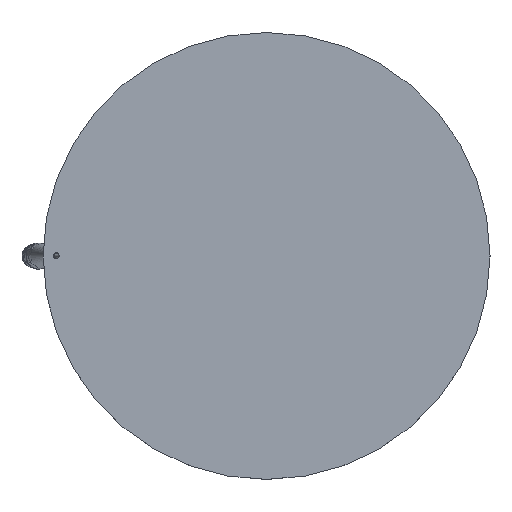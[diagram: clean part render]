
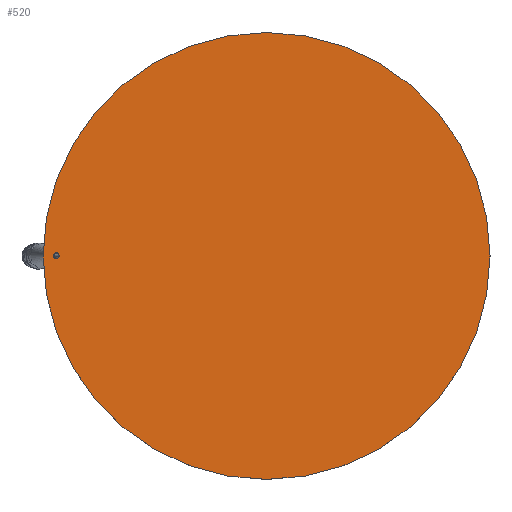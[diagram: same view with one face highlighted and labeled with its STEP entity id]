
A CAD part, top view. The second image highlights one B-rep face of the part: STEP entity #520.
In plain terms, the highlighted planar face has unit normal (0, 0, 1).
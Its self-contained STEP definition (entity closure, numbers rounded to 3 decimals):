
#103 = SURFACE_OF_REVOLUTION('',#104,#108);
#104 = LINE('',#105,#106);
#105 = CARTESIAN_POINT('',(-14.656,0.,21.132));
#106 = VECTOR('',#107,1.);
#107 = DIRECTION('',(-0.095,0.,
    -0.995));
#108 = AXIS1_PLACEMENT('',#109,#110);
#109 = CARTESIAN_POINT('',(-17.,0.,0.));
#110 = DIRECTION('',(0.121,0.001,0.993));
#205 = EDGE_CURVE('',#206,#206,#208,.T.);
#206 = VERTEX_POINT('',#207);
#207 = CARTESIAN_POINT('',(-14.764,0.,20.));
#208 = SURFACE_CURVE('',#209,(#242,#278),.PCURVE_S1.);
#209 = B_SPLINE_CURVE_WITH_KNOTS('',7,(#210,#211,#212,#213,#214,#215,
    #216,#217,#218,#219,#220,#221,#222,#223,#224,#225,#226,#227,#228,
    #229,#230,#231,#232,#233,#234,#235,#236,#237,#238,#239,#240,#241),
  .UNSPECIFIED.,.T.,.F.,(8,6,6,6,6,8),(0.,0.012,
    0.231,0.51,0.79,1.),.UNSPECIFIED.);
#210 = CARTESIAN_POINT('',(-14.764,0.,20.));
#211 = CARTESIAN_POINT('',(-14.764,0.002,20.));
#212 = CARTESIAN_POINT('',(-14.765,0.004,20.));
#213 = CARTESIAN_POINT('',(-14.765,0.007,20.));
#214 = CARTESIAN_POINT('',(-14.765,0.009,20.));
#215 = CARTESIAN_POINT('',(-14.765,0.011,20.));
#216 = CARTESIAN_POINT('',(-14.765,0.013,20.));
#217 = CARTESIAN_POINT('',(-14.765,0.056,20.));
#218 = CARTESIAN_POINT('',(-14.755,0.096,20.));
#219 = CARTESIAN_POINT('',(-14.737,0.134,20.));
#220 = CARTESIAN_POINT('',(-14.709,0.167,20.));
#221 = CARTESIAN_POINT('',(-14.675,0.193,20.));
#222 = CARTESIAN_POINT('',(-14.637,0.21,20.));
#223 = CARTESIAN_POINT('',(-14.545,0.228,20.));
#224 = CARTESIAN_POINT('',(-14.491,0.224,20.));
#225 = CARTESIAN_POINT('',(-14.439,0.203,20.));
#226 = CARTESIAN_POINT('',(-14.395,0.167,20.));
#227 = CARTESIAN_POINT('',(-14.364,0.121,20.));
#228 = CARTESIAN_POINT('',(-14.348,0.069,20.));
#229 = CARTESIAN_POINT('',(-14.347,-0.035,20.));
#230 = CARTESIAN_POINT('',(-14.362,-0.088,20.));
#231 = CARTESIAN_POINT('',(-14.392,-0.135,20.));
#232 = CARTESIAN_POINT('',(-14.436,-0.171,20.));
#233 = CARTESIAN_POINT('',(-14.487,-0.193,20.));
#234 = CARTESIAN_POINT('',(-14.542,-0.198,20.));
#235 = CARTESIAN_POINT('',(-14.632,-0.182,20.));
#236 = CARTESIAN_POINT('',(-14.669,-0.167,20.));
#237 = CARTESIAN_POINT('',(-14.703,-0.143,20.));
#238 = CARTESIAN_POINT('',(-14.73,-0.113,20.));
#239 = CARTESIAN_POINT('',(-14.75,-0.077,20.));
#240 = CARTESIAN_POINT('',(-14.761,-0.039,20.));
#241 = CARTESIAN_POINT('',(-14.764,0.,20.));
#242 = PCURVE('',#103,#243);
#243 = DEFINITIONAL_REPRESENTATION('',(#244),#277);
#244 = B_SPLINE_CURVE_WITH_KNOTS('',7,(#245,#246,#247,#248,#249,#250,
    #251,#252,#253,#254,#255,#256,#257,#258,#259,#260,#261,#262,#263,
    #264,#265,#266,#267,#268,#269,#270,#271,#272,#273,#274,#275,#276),
  .UNSPECIFIED.,.F.,.F.,(8,6,6,6,6,8),(0.,0.012,
    0.231,0.51,0.79,1.),.UNSPECIFIED.);
#245 = CARTESIAN_POINT('',(6.283,1.137));
#246 = CARTESIAN_POINT('',(6.273,1.137));
#247 = CARTESIAN_POINT('',(6.262,1.137));
#248 = CARTESIAN_POINT('',(6.252,1.137));
#249 = CARTESIAN_POINT('',(6.241,1.137));
#250 = CARTESIAN_POINT('',(6.231,1.137));
#251 = CARTESIAN_POINT('',(6.22,1.137));
#252 = CARTESIAN_POINT('',(6.013,1.137));
#253 = CARTESIAN_POINT('',(5.816,1.136));
#254 = CARTESIAN_POINT('',(5.62,1.134));
#255 = CARTESIAN_POINT('',(5.423,1.13));
#256 = CARTESIAN_POINT('',(5.227,1.126));
#257 = CARTESIAN_POINT('',(5.03,1.121));
#258 = CARTESIAN_POINT('',(4.583,1.11));
#259 = CARTESIAN_POINT('',(4.333,1.104));
#260 = CARTESIAN_POINT('',(4.082,1.097));
#261 = CARTESIAN_POINT('',(3.832,1.092));
#262 = CARTESIAN_POINT('',(3.582,1.088));
#263 = CARTESIAN_POINT('',(3.331,1.086));
#264 = CARTESIAN_POINT('',(2.829,1.086));
#265 = CARTESIAN_POINT('',(2.578,1.088));
#266 = CARTESIAN_POINT('',(2.327,1.092));
#267 = CARTESIAN_POINT('',(2.076,1.097));
#268 = CARTESIAN_POINT('',(1.824,1.104));
#269 = CARTESIAN_POINT('',(1.573,1.11));
#270 = CARTESIAN_POINT('',(1.133,1.121));
#271 = CARTESIAN_POINT('',(0.944,1.126));
#272 = CARTESIAN_POINT('',(0.756,1.13));
#273 = CARTESIAN_POINT('',(0.567,1.133));
#274 = CARTESIAN_POINT('',(0.378,1.135));
#275 = CARTESIAN_POINT('',(0.189,1.137));
#276 = CARTESIAN_POINT('',(0.,1.137));
#277 = ( GEOMETRIC_REPRESENTATION_CONTEXT(2) 
PARAMETRIC_REPRESENTATION_CONTEXT() REPRESENTATION_CONTEXT('2D SPACE',''
  ) );
#278 = PCURVE('',#279,#284);
#279 = PLANE('',#280);
#280 = AXIS2_PLACEMENT_3D('',#281,#282,#283);
#281 = CARTESIAN_POINT('',(0.,0.,20.));
#282 = DIRECTION('',(0.,0.,1.));
#283 = DIRECTION('',(1.,0.,0.));
#284 = DEFINITIONAL_REPRESENTATION('',(#285),#318);
#285 = B_SPLINE_CURVE_WITH_KNOTS('',7,(#286,#287,#288,#289,#290,#291,
    #292,#293,#294,#295,#296,#297,#298,#299,#300,#301,#302,#303,#304,
    #305,#306,#307,#308,#309,#310,#311,#312,#313,#314,#315,#316,#317),
  .UNSPECIFIED.,.F.,.F.,(8,6,6,6,6,8),(0.,0.012,
    0.231,0.51,0.79,1.),.UNSPECIFIED.);
#286 = CARTESIAN_POINT('',(-14.764,0.));
#287 = CARTESIAN_POINT('',(-14.764,0.002));
#288 = CARTESIAN_POINT('',(-14.765,0.004));
#289 = CARTESIAN_POINT('',(-14.765,0.007));
#290 = CARTESIAN_POINT('',(-14.765,0.009));
#291 = CARTESIAN_POINT('',(-14.765,0.011));
#292 = CARTESIAN_POINT('',(-14.765,0.013));
#293 = CARTESIAN_POINT('',(-14.765,0.056));
#294 = CARTESIAN_POINT('',(-14.755,0.096));
#295 = CARTESIAN_POINT('',(-14.737,0.134));
#296 = CARTESIAN_POINT('',(-14.709,0.167));
#297 = CARTESIAN_POINT('',(-14.675,0.193));
#298 = CARTESIAN_POINT('',(-14.637,0.21));
#299 = CARTESIAN_POINT('',(-14.545,0.228));
#300 = CARTESIAN_POINT('',(-14.491,0.224));
#301 = CARTESIAN_POINT('',(-14.439,0.203));
#302 = CARTESIAN_POINT('',(-14.395,0.167));
#303 = CARTESIAN_POINT('',(-14.364,0.121));
#304 = CARTESIAN_POINT('',(-14.348,0.069));
#305 = CARTESIAN_POINT('',(-14.347,-0.035));
#306 = CARTESIAN_POINT('',(-14.362,-0.088));
#307 = CARTESIAN_POINT('',(-14.392,-0.135));
#308 = CARTESIAN_POINT('',(-14.436,-0.171));
#309 = CARTESIAN_POINT('',(-14.487,-0.193));
#310 = CARTESIAN_POINT('',(-14.542,-0.198));
#311 = CARTESIAN_POINT('',(-14.632,-0.182));
#312 = CARTESIAN_POINT('',(-14.669,-0.167));
#313 = CARTESIAN_POINT('',(-14.703,-0.143));
#314 = CARTESIAN_POINT('',(-14.73,-0.113));
#315 = CARTESIAN_POINT('',(-14.75,-0.077));
#316 = CARTESIAN_POINT('',(-14.761,-0.039));
#317 = CARTESIAN_POINT('',(-14.764,0.));
#318 = ( GEOMETRIC_REPRESENTATION_CONTEXT(2) 
PARAMETRIC_REPRESENTATION_CONTEXT() REPRESENTATION_CONTEXT('2D SPACE',''
  ) );
#520 = ADVANCED_FACE('',(#521,#552),#279,.T.);
#521 = FACE_BOUND('',#522,.T.);
#522 = EDGE_LOOP('',(#523));
#523 = ORIENTED_EDGE('',*,*,#524,.T.);
#524 = EDGE_CURVE('',#525,#525,#527,.T.);
#525 = VERTEX_POINT('',#526);
#526 = CARTESIAN_POINT('',(15.465,0.,20.));
#527 = SURFACE_CURVE('',#528,(#533,#540),.PCURVE_S1.);
#528 = CIRCLE('',#529,15.465);
#529 = AXIS2_PLACEMENT_3D('',#530,#531,#532);
#530 = CARTESIAN_POINT('',(0.,0.,20.));
#531 = DIRECTION('',(0.,0.,1.));
#532 = DIRECTION('',(1.,0.,0.));
#533 = PCURVE('',#279,#534);
#534 = DEFINITIONAL_REPRESENTATION('',(#535),#539);
#535 = CIRCLE('',#536,15.465);
#536 = AXIS2_PLACEMENT_2D('',#537,#538);
#537 = CARTESIAN_POINT('',(0.,0.));
#538 = DIRECTION('',(1.,0.));
#539 = ( GEOMETRIC_REPRESENTATION_CONTEXT(2) 
PARAMETRIC_REPRESENTATION_CONTEXT() REPRESENTATION_CONTEXT('2D SPACE',''
  ) );
#540 = PCURVE('',#541,#546);
#541 = CYLINDRICAL_SURFACE('',#542,15.465);
#542 = AXIS2_PLACEMENT_3D('',#543,#544,#545);
#543 = CARTESIAN_POINT('',(0.,0.,20.));
#544 = DIRECTION('',(0.,0.,1.));
#545 = DIRECTION('',(1.,0.,0.));
#546 = DEFINITIONAL_REPRESENTATION('',(#547),#551);
#547 = LINE('',#548,#549);
#548 = CARTESIAN_POINT('',(0.,0.));
#549 = VECTOR('',#550,1.);
#550 = DIRECTION('',(1.,0.));
#551 = ( GEOMETRIC_REPRESENTATION_CONTEXT(2) 
PARAMETRIC_REPRESENTATION_CONTEXT() REPRESENTATION_CONTEXT('2D SPACE',''
  ) );
#552 = FACE_BOUND('',#553,.T.);
#553 = EDGE_LOOP('',(#554));
#554 = ORIENTED_EDGE('',*,*,#205,.T.);
